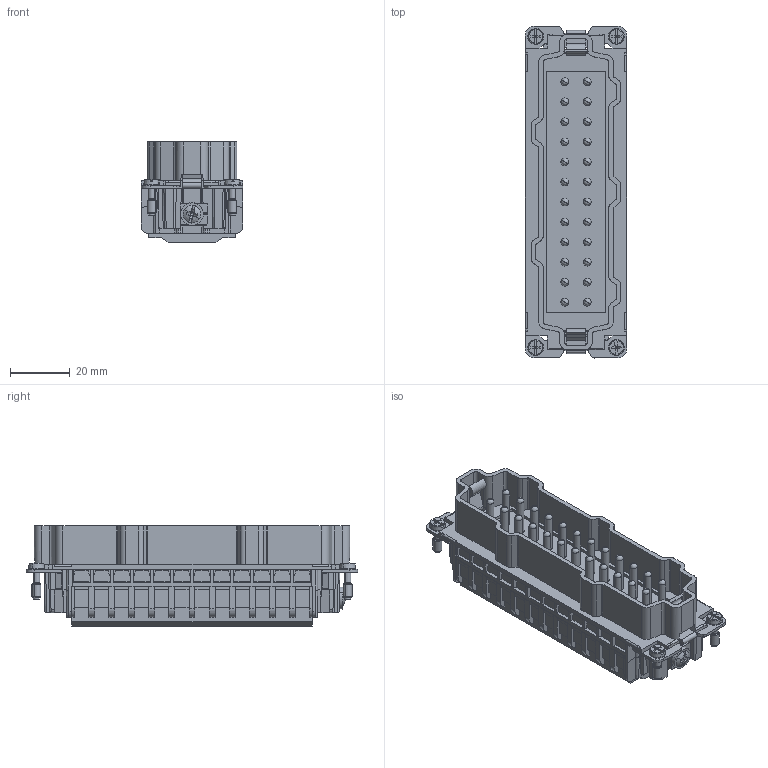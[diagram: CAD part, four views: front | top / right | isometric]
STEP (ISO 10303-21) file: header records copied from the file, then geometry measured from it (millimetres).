
FILE_DESCRIPTION(('CATIA V5 STEP Exchange','CAx-IF Rec.Pracs.--- Model Styling and Organization---1.4--- 2014-01-23'),'2;1');
FILE_NAME ('020272-4_0', '2021-12-07T16:00:04+00:00', ('none'), ('Weidmueller'), 'CATIA Version 5-6 Release 2016 SP3 HF44', 'CATIA V5 STEP AP214', 'none');
FILE_SCHEMA(('AUTOMOTIVE_DESIGN { 1 0 10303 214 1 1 1 1 }'));
Products named in the file (1): 1745850000
Bounding box: 34 x 111 x 33.5 mm (x, y, z)
Volume: 58929.8 mm3; surface area: 33056.1 mm2
Topology: 1 solids, 25 shells, 2589 faces, 8033 edges, 5468 vertices
Faces by surface type: plane 1880, cylinder 552, torus 80, cone 57, extrusion 10, bspline 8, sphere 2
Entity records: 83177 total; most frequent: CARTESIAN_POINT 17550, ORIENTED_EDGE 16044, DIRECTION 9947, EDGE_CURVE 8022, VECTOR 6290, LINE 6280, VERTEX_POINT 5468, EDGE_LOOP 2742
